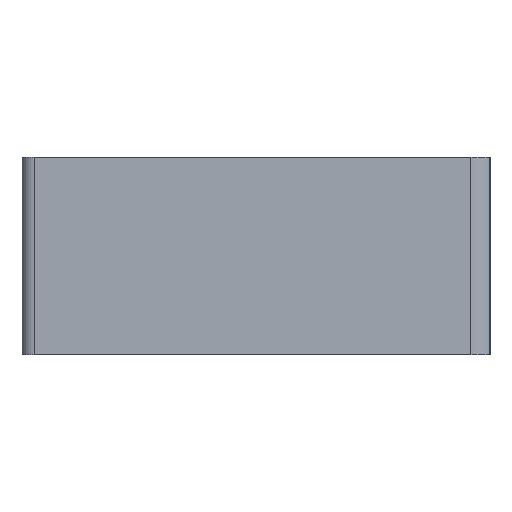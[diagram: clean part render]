
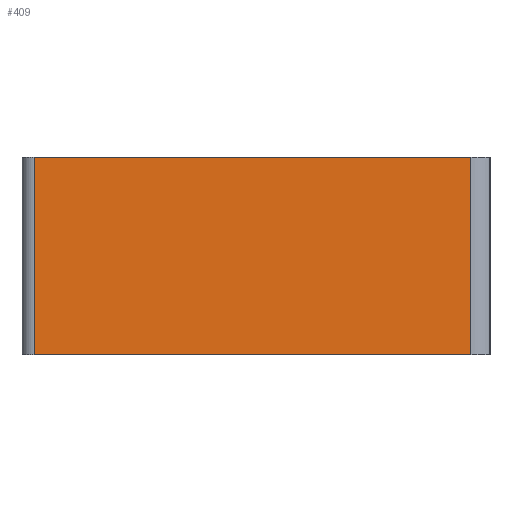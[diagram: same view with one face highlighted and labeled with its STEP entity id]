
A CAD part, front view. The second image highlights one B-rep face of the part: STEP entity #409.
In plain terms, the highlighted planar face has unit normal (0.052, -0.999, 0).
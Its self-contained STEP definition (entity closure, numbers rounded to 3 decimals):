
#23 = DIRECTION ( 'NONE',  ( 0.999, 0.052, 0. ) ) ;
#42 = ORIENTED_EDGE ( 'NONE', *, *, #449, .T. ) ;
#44 = DIRECTION ( 'NONE',  ( 0., 0., -1. ) ) ;
#78 = CARTESIAN_POINT ( 'NONE',  ( 67.503, -53.067, 15. ) ) ;
#114 = DIRECTION ( 'NONE',  ( -0.999, -0.052, 0. ) ) ;
#156 = DIRECTION ( 'NONE',  ( 0., 0., -1. ) ) ;
#186 = CARTESIAN_POINT ( 'NONE',  ( 1.094, -56.548, -15. ) ) ;
#188 = DIRECTION ( 'NONE',  ( -0.999, -0.052, 0. ) ) ;
#191 = CARTESIAN_POINT ( 'NONE',  ( 67.503, -53.067, 15. ) ) ;
#208 = VECTOR ( 'NONE', #44, 1000. ) ;
#214 = CARTESIAN_POINT ( 'NONE',  ( 67.503, -53.067, -15. ) ) ;
#223 = LINE ( 'NONE', #78, #208 ) ;
#251 = CARTESIAN_POINT ( 'NONE',  ( 1.094, -56.548, 15. ) ) ;
#259 = AXIS2_PLACEMENT_3D ( 'NONE', #666, #260, #23 ) ;
#260 = DIRECTION ( 'NONE',  ( 0.052, -0.999, 0. ) ) ;
#278 = CARTESIAN_POINT ( 'NONE',  ( 1.094, -56.548, -15. ) ) ;
#398 = VECTOR ( 'NONE', #156, 1000. ) ;
#406 = LINE ( 'NONE', #709, #398 ) ;
#409 = ADVANCED_FACE ( 'NONE', ( #514 ), #736, .T. ) ;
#413 = VECTOR ( 'NONE', #188, 1000. ) ;
#449 = EDGE_CURVE ( 'NONE', #656, #684, #584, .T. ) ;
#489 = EDGE_CURVE ( 'NONE', #801, #547, #557, .T. ) ;
#514 = FACE_OUTER_BOUND ( 'NONE', #811, .T. ) ;
#525 = VECTOR ( 'NONE', #114, 1000. ) ;
#547 = VERTEX_POINT ( 'NONE', #278 ) ;
#548 = EDGE_CURVE ( 'NONE', #684, #547, #406, .T. ) ;
#556 = CARTESIAN_POINT ( 'NONE',  ( 1.094, -56.548, 15. ) ) ;
#557 = LINE ( 'NONE', #186, #413 ) ;
#584 = LINE ( 'NONE', #556, #525 ) ;
#588 = ORIENTED_EDGE ( 'NONE', *, *, #489, .F. ) ;
#597 = EDGE_CURVE ( 'NONE', #656, #801, #223, .T. ) ;
#656 = VERTEX_POINT ( 'NONE', #191 ) ;
#666 = CARTESIAN_POINT ( 'NONE',  ( 1.094, -56.548, 15. ) ) ;
#684 = VERTEX_POINT ( 'NONE', #251 ) ;
#701 = ORIENTED_EDGE ( 'NONE', *, *, #597, .F. ) ;
#709 = CARTESIAN_POINT ( 'NONE',  ( 1.094, -56.548, 15. ) ) ;
#736 = PLANE ( 'NONE',  #259 ) ;
#738 = ORIENTED_EDGE ( 'NONE', *, *, #548, .T. ) ;
#801 = VERTEX_POINT ( 'NONE', #214 ) ;
#811 = EDGE_LOOP ( 'NONE', ( #588, #701, #42, #738 ) ) ;
